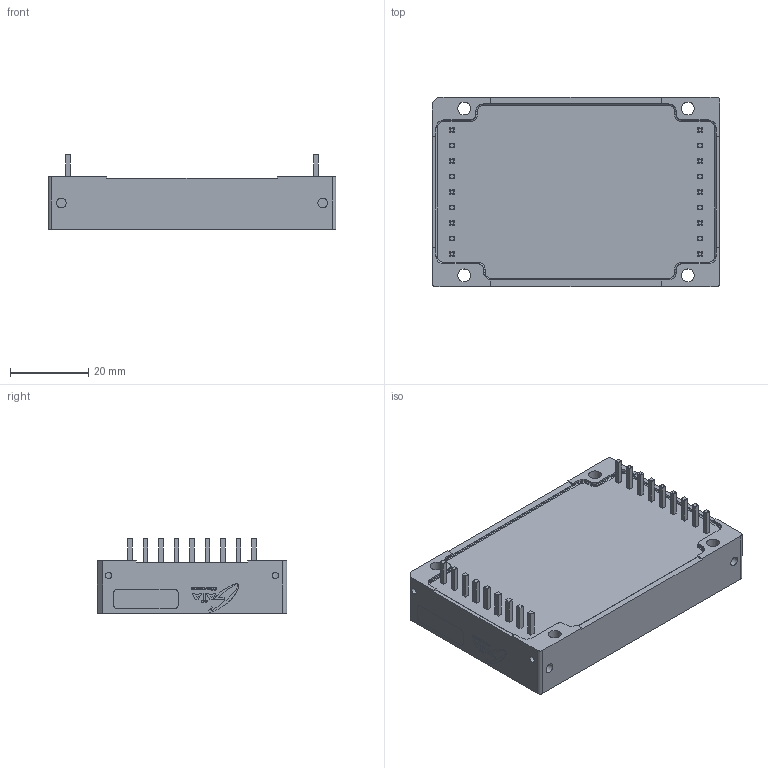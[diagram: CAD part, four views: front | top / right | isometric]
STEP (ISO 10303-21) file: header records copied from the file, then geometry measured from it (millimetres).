
FILE_DESCRIPTION(/* description */ ('Alibre Inc.'),/* implementation_level */ '2;1');
FILE_NAME(/* name */ 'export0',/* time_stamp */ '2011-05-20T13:47:09+02:00',/* author */ (''),/* organization */ (''),/* preprocessor_version */ 'ST-DEVELOPER v12',/* originating_system */ 'Alibre',/* authorisation */ '');
FILE_SCHEMA (('AUTOMOTIVE_DESIGN'));
Length unit declared in the file: centimetre
Bounding box: 73.61 x 48.5 x 19.14 mm (x, y, z)
Volume: 8554 mm3; surface area: 22981.7 mm2
Topology: 1 solids, 2 shells, 894 faces, 2269 edges, 1455 vertices
Faces by surface type: plane 772, cylinder 85, torus 20, bspline 13, cone 4
Full cylindrical faces by diameter (mm): 0.582 x1, 0.59 x1, 1.567 x4, 2.459 x4, 3.3 x4
Entity records: 24794 total; most frequent: CARTESIAN_POINT 5147, ORIENTED_EDGE 4502, DIRECTION 2992, EDGE_CURVE 2251, VECTOR 1824, LINE 1824, VERTEX_POINT 1451, EDGE_LOOP 1024
